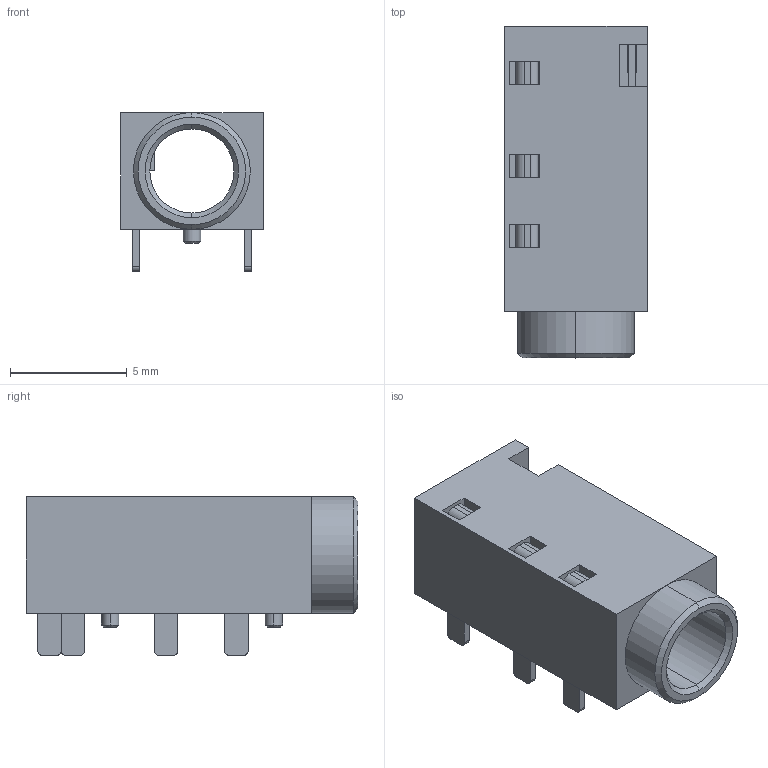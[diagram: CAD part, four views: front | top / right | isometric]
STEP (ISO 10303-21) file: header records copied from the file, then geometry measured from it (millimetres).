
FILE_DESCRIPTION (( 'STEP AP214' ), '1' );
FILE_NAME ('AUDIO-TH_XKB_PJ-320A.step', '2022-06-16T10:52:23', ( '' ), ( '' ), 'SwSTEP 2.0', 'SolidWorks 2020', '' );
FILE_SCHEMA (( 'AUTOMOTIVE_DESIGN' ));
Length unit declared in the file: millimetre
Products named in the file (1): AUDIO-TH_XKB_PJ-320A
Bounding box: 6.11 x 14.2 x 6.8 mm (x, y, z)
Volume: 255.1 mm3; surface area: 652.1 mm2
Topology: 5 solids, 5 shells, 340 faces, 930 edges, 616 vertices
Faces by surface type: plane 206, bspline 98, cylinder 28, cone 8
Entity records: 15020 total; most frequent: CARTESIAN_POINT 3193, ORIENTED_EDGE 1860, DIRECTION 1286, EDGE_CURVE 930, VECTOR 660, LINE 660, VERTEX_POINT 616, EDGE_LOOP 372
